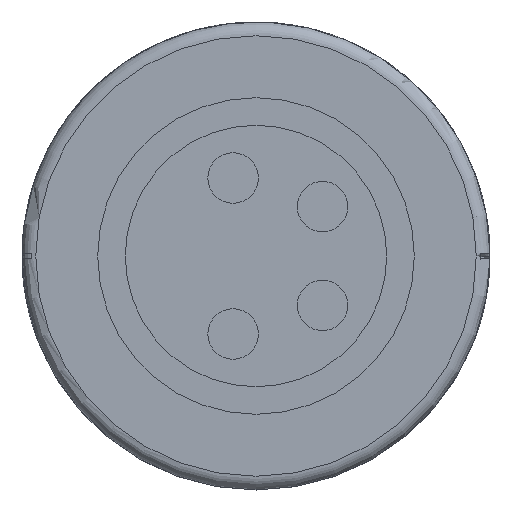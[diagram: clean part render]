
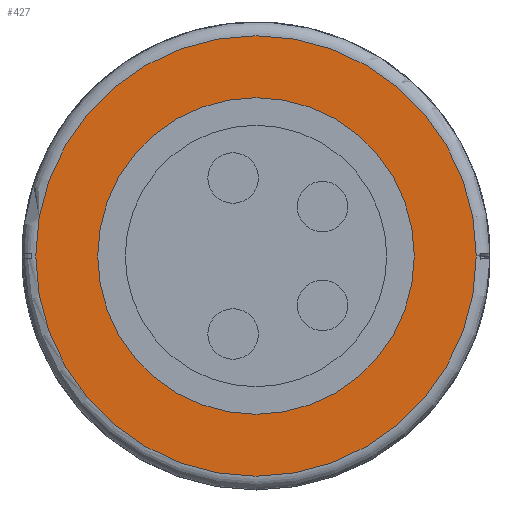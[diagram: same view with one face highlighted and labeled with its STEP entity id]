
A CAD part, front view. The second image highlights one B-rep face of the part: STEP entity #427.
In plain terms, the highlighted planar face has unit normal (0, -1, 0).
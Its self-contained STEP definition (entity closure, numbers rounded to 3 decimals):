
#427=ADVANCED_FACE('',(#570,#571),#513,.T.);
#513=PLANE('',#2882);
#570=FACE_BOUND('',#740,.T.);
#571=FACE_BOUND('',#741,.T.);
#740=EDGE_LOOP('',(#1330));
#741=EDGE_LOOP('',(#1331));
#1330=ORIENTED_EDGE('',*,*,#1843,.F.);
#1331=ORIENTED_EDGE('',*,*,#1688,.T.);
#1471=VERTEX_POINT('',#4473);
#1548=VERTEX_POINT('',#5154);
#1688=EDGE_CURVE('',#1471,#1471,#1928,.T.);
#1843=EDGE_CURVE('',#1548,#1548,#1951,.T.);
#1928=CIRCLE('',#2769,4.8);
#1951=CIRCLE('',#2881,3.45);
#2769=AXIS2_PLACEMENT_3D('',#4472,#3214,#3215);
#2881=AXIS2_PLACEMENT_3D('',#5153,#3558,#3559);
#2882=AXIS2_PLACEMENT_3D('',#5155,#3560,#3561);
#3214=DIRECTION('',(0.,-1.,0.));
#3215=DIRECTION('',(0.,0.,-1.));
#3558=DIRECTION('',(0.,-1.,0.));
#3559=DIRECTION('',(0.,0.,-1.));
#3560=DIRECTION('',(0.,-1.,0.));
#3561=DIRECTION('',(-1.,0.,0.));
#4472=CARTESIAN_POINT('',(84.299,15.701,0.));
#4473=CARTESIAN_POINT('',(84.299,15.701,-4.8));
#5153=CARTESIAN_POINT('',(84.299,15.701,0.));
#5154=CARTESIAN_POINT('',(84.299,15.701,-3.45));
#5155=CARTESIAN_POINT('',(84.299,15.701,0.));
